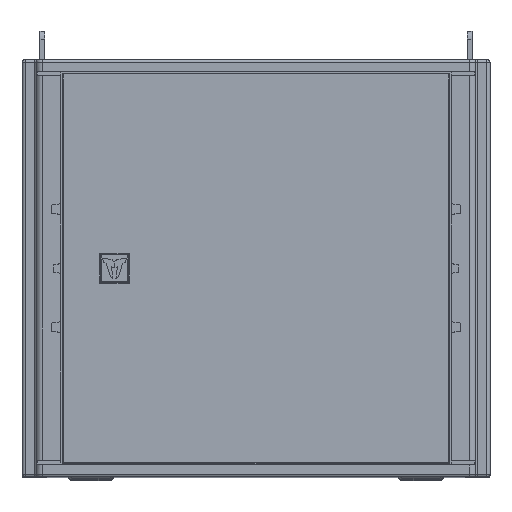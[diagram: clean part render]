
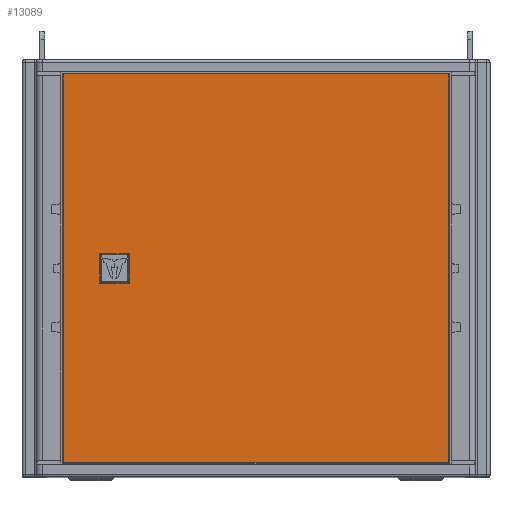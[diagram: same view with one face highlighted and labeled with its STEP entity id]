
A CAD part, top view. The second image highlights one B-rep face of the part: STEP entity #13089.
In plain terms, the highlighted planar face has unit normal (0, 0, 1).
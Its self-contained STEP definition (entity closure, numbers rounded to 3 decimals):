
#104=FACE_BOUND('',#3313,.T.);
#2559=FACE_OUTER_BOUND('',#3312,.T.);
#3312=EDGE_LOOP('',(#11026,#11027,#11028,#11029));
#3313=EDGE_LOOP('',(#11030,#11031,#11032,#11033));
#4267=LINE('',#23236,#5298);
#4269=LINE('',#23244,#5300);
#4272=LINE('',#23252,#5303);
#4273=LINE('',#23255,#5304);
#4280=LINE('',#23270,#5311);
#4281=LINE('',#23272,#5312);
#4282=LINE('',#23274,#5313);
#4283=LINE('',#23275,#5314);
#5298=VECTOR('',#17211,10.);
#5300=VECTOR('',#17219,10.);
#5303=VECTOR('',#17226,10.);
#5304=VECTOR('',#17231,10.);
#5311=VECTOR('',#17244,10.);
#5312=VECTOR('',#17245,10.);
#5313=VECTOR('',#17246,10.);
#5314=VECTOR('',#17247,10.);
#6461=VERTEX_POINT('',#23234);
#6462=VERTEX_POINT('',#23235);
#6465=VERTEX_POINT('',#23243);
#6468=VERTEX_POINT('',#23251);
#6472=VERTEX_POINT('',#23268);
#6473=VERTEX_POINT('',#23269);
#6474=VERTEX_POINT('',#23271);
#6475=VERTEX_POINT('',#23273);
#8061=EDGE_CURVE('',#6461,#6462,#4267,.T.);
#8065=EDGE_CURVE('',#6462,#6465,#4269,.T.);
#8069=EDGE_CURVE('',#6465,#6468,#4272,.T.);
#8071=EDGE_CURVE('',#6468,#6461,#4273,.T.);
#8078=EDGE_CURVE('',#6472,#6473,#4280,.T.);
#8079=EDGE_CURVE('',#6473,#6474,#4281,.T.);
#8080=EDGE_CURVE('',#6474,#6475,#4282,.T.);
#8081=EDGE_CURVE('',#6475,#6472,#4283,.T.);
#11026=ORIENTED_EDGE('',*,*,#8061,.F.);
#11027=ORIENTED_EDGE('',*,*,#8071,.F.);
#11028=ORIENTED_EDGE('',*,*,#8069,.F.);
#11029=ORIENTED_EDGE('',*,*,#8065,.F.);
#11030=ORIENTED_EDGE('',*,*,#8078,.T.);
#11031=ORIENTED_EDGE('',*,*,#8079,.T.);
#11032=ORIENTED_EDGE('',*,*,#8080,.T.);
#11033=ORIENTED_EDGE('',*,*,#8081,.T.);
#12466=PLANE('',#14281);
#13089=ADVANCED_FACE('',(#2559,#104),#12466,.F.);
#14281=AXIS2_PLACEMENT_3D('',#23267,#17242,#17243);
#17211=DIRECTION('',(-1.,0.,0.));
#17219=DIRECTION('',(0.,1.,0.));
#17226=DIRECTION('',(1.,0.,0.));
#17231=DIRECTION('',(0.,-1.,0.));
#17242=DIRECTION('center_axis',(0.,0.,-1.));
#17243=DIRECTION('ref_axis',(-1.,0.,0.));
#17244=DIRECTION('',(-1.,0.,0.));
#17245=DIRECTION('',(0.,1.,0.));
#17246=DIRECTION('',(1.,0.,0.));
#17247=DIRECTION('',(0.,-1.,0.));
#23234=CARTESIAN_POINT('',(245.,18.,382.5));
#23235=CARTESIAN_POINT('',(-245.,18.,382.5));
#23236=CARTESIAN_POINT('',(-123.,18.,382.5));
#23243=CARTESIAN_POINT('',(-245.,512.,382.5));
#23244=CARTESIAN_POINT('',(-245.,389.,382.5));
#23251=CARTESIAN_POINT('',(245.,512.,382.5));
#23252=CARTESIAN_POINT('',(123.,512.,382.5));
#23255=CARTESIAN_POINT('',(245.,141.,382.5));
#23267=CARTESIAN_POINT('Origin',(0.,265.,382.5));
#23268=CARTESIAN_POINT('',(-161.,246.,382.5));
#23269=CARTESIAN_POINT('',(-199.,246.,382.5));
#23270=CARTESIAN_POINT('',(-80.5,246.,382.5));
#23271=CARTESIAN_POINT('',(-199.,284.,382.5));
#23272=CARTESIAN_POINT('',(-199.,255.5,382.5));
#23273=CARTESIAN_POINT('',(-161.,284.,382.5));
#23274=CARTESIAN_POINT('',(-99.5,284.,382.5));
#23275=CARTESIAN_POINT('',(-161.,274.5,382.5));
